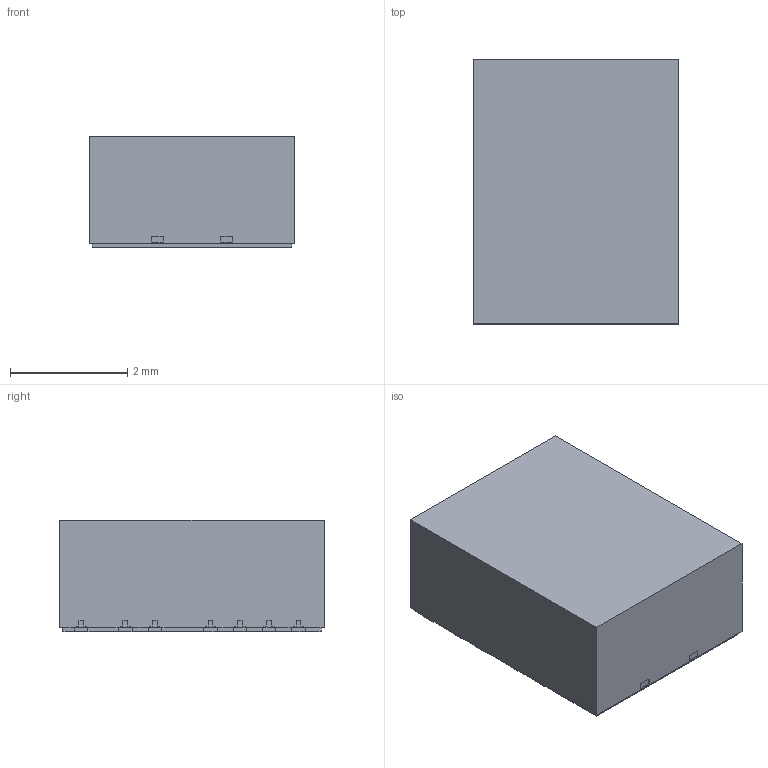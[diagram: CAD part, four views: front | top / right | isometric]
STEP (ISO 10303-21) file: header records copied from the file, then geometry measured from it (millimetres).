
FILE_DESCRIPTION((''),'2;1');
FILE_NAME('RDN0011B_ASM','2024-09-18T08:48:33',('a0412086'),(''),'CREO PARAMETRIC BY PTC INC, 2018500','CREO PARAMETRIC BY PTC INC, 2018500','');
FILE_SCHEMA(('CONFIG_CONTROL_DESIGN','SHAPE_APPEARANCE_LAYERS_GROUPS'));
Length unit declared in the file: millimetre
Products named in the file (13): MOLD_CPOMPOUND_AF0; SOLID1-489_AF0; SOLID1-490_AF0; SOLID1-491_AF0; SOLID1-492_AF0; SOLID1-493_AF0; SOLID1-494_AF0; SOLID1-495_AF0; SOLID1-496_AF0; SOLID1-497_AF0; SOLID1-498_AF0; LF_NEW_2_AF0_ASM; RDN0011B_ASM
Assembly tree (12 placements, depth 3):
  RDN0011B_ASM
    MOLD_CPOMPOUND_AF0
    LF_NEW_2_AF0_ASM
      SOLID1-489_AF0
      SOLID1-490_AF0
      SOLID1-491_AF0
      SOLID1-492_AF0
      SOLID1-493_AF0
      SOLID1-494_AF0
      SOLID1-495_AF0
      SOLID1-496_AF0
      SOLID1-497_AF0
      SOLID1-498_AF0
Bounding box: 3.5 x 4.5 x 1.91 mm (x, y, z)
Volume: 29.9 mm3; surface area: 83.1 mm2
Topology: 15 solids, 15 shells, 553 faces, 1560 edges, 1040 vertices
Faces by surface type: plane 527, cylinder 26
Entity records: 23940 total; most frequent: CARTESIAN_POINT 3188, ORIENTED_EDGE 3120, DIRECTION 2788, PRESENTATION_STYLE_ASSIGNMENT 1751, STYLED_ITEM 1575, CURVE_STYLE 1560, EDGE_CURVE 1560, VECTOR 1508
